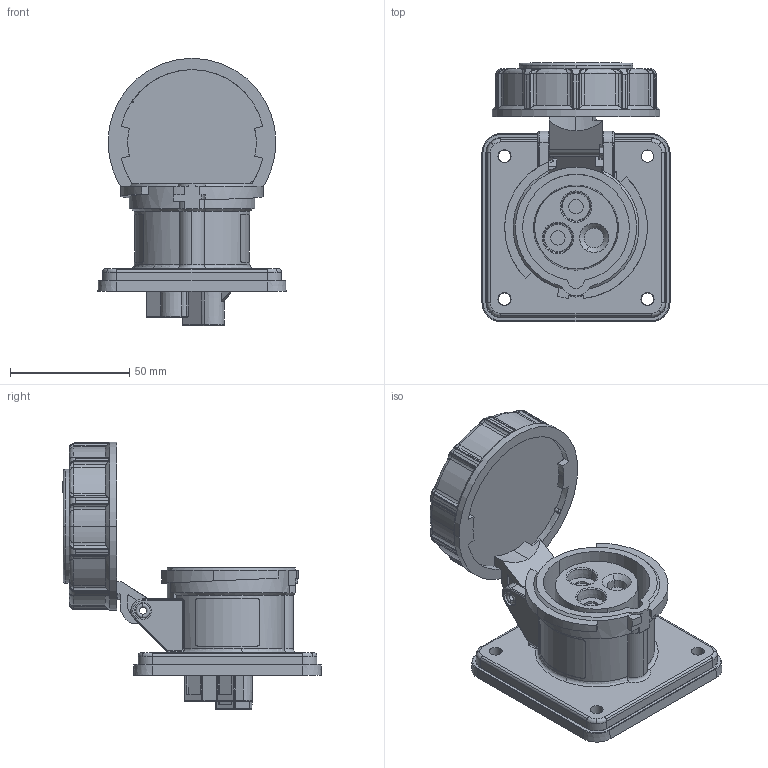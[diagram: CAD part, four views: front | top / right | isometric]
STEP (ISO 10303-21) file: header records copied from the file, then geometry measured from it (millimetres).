
FILE_DESCRIPTION (( 'STEP AP203' ), '1' );
FILE_NAME ('BRY320R4W.step', '2022-08-17T20:05:13', ( '' ), ( '' ), 'SwSTEP 2.0', 'SolidWorks 2021', '' );
FILE_SCHEMA (( 'CONFIG_CONTROL_DESIGN' ));
Length unit declared in the file: millimetre
Products named in the file (1): BRY320R4W
Bounding box: 79 x 108.8 x 112.25 mm (x, y, z)
Volume: 175125.7 mm3; surface area: 56003.3 mm2
Topology: 2 solids, 4 shells, 890 faces, 2345 edges, 1478 vertices
Faces by surface type: cylinder 331, plane 271, bspline 139, torus 83, cone 56, sphere 10
Entity records: 31170 total; most frequent: CARTESIAN_POINT 10428, ORIENTED_EDGE 4642, DIRECTION 3915, EDGE_CURVE 2321, AXIS2_PLACEMENT_3D 1495, VERTEX_POINT 1477, EDGE_LOOP 950, VECTOR 925
